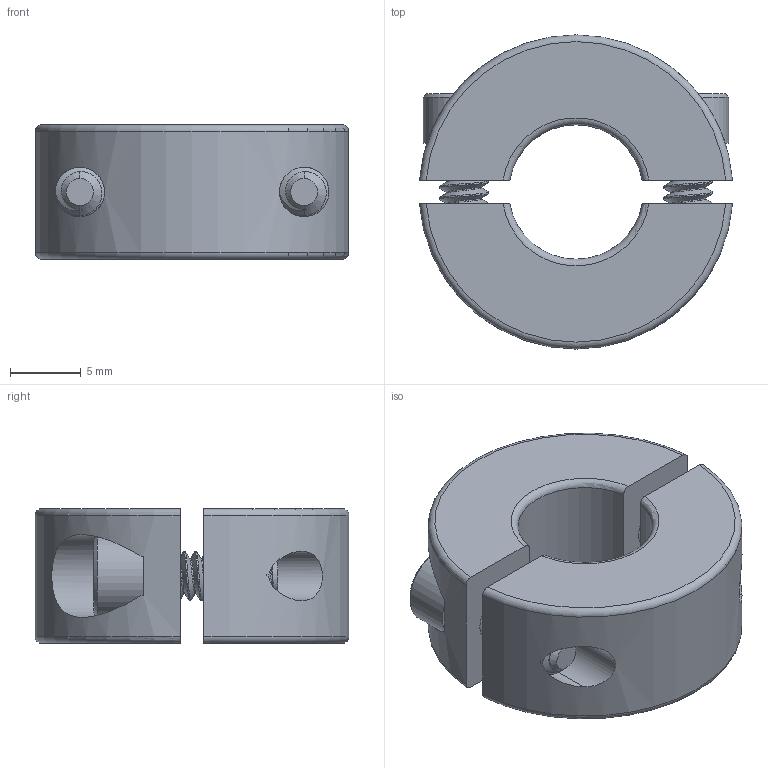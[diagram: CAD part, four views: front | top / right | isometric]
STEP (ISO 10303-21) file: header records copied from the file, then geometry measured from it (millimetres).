
FILE_DESCRIPTION (( 'STEP AP203' ), '1' );
FILE_NAME ('6436K13.step', '2013-05-08T12:19:24', ( '' ), ( '' ), 'SwSTEP 2.0', 'SolidWorks 2010', '' );
FILE_SCHEMA (( 'CONFIG_CONTROL_DESIGN' ));
Length unit declared in the file: inch
Products named in the file (1): 6436K13
Bounding box: 22.16 x 22.23 x 9.53 mm (x, y, z)
Volume: 2681.8 mm3; surface area: 2492.3 mm2
Topology: 4 solids, 4 shells, 126 faces, 332 edges, 220 vertices
Faces by surface type: cylinder 68, plane 32, torus 10, cone 10, bspline 6
Entity records: 8011 total; most frequent: CARTESIAN_POINT 5151, ORIENTED_EDGE 664, DIRECTION 486, EDGE_CURVE 332, VERTEX_POINT 220, AXIS2_PLACEMENT_3D 179, EDGE_LOOP 140, VECTOR 128
